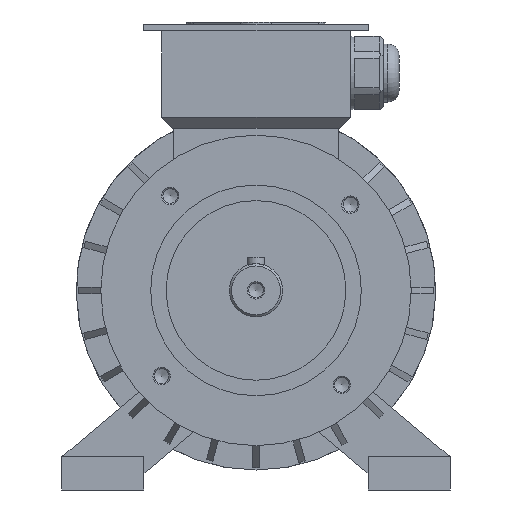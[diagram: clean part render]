
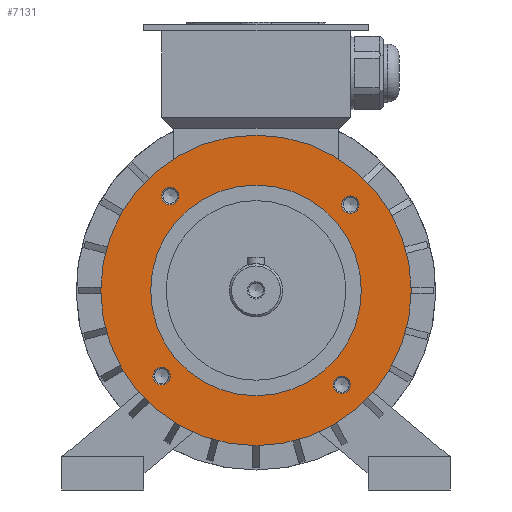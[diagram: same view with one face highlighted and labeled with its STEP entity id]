
A CAD part, front view. The second image highlights one B-rep face of the part: STEP entity #7131.
In plain terms, the highlighted planar face has unit normal (0, -1, 0).
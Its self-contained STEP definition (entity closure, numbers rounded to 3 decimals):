
#196=CIRCLE('',#7355,3.924);
#200=CIRCLE('',#7363,3.924);
#204=CIRCLE('',#7371,3.924);
#298=CIRCLE('',#7564,70.);
#300=CIRCLE('',#7567,3.924);
#301=CIRCLE('',#7568,47.5);
#877=ORIENTED_EDGE('',*,*,#1900,.T.);
#878=ORIENTED_EDGE('',*,*,#1904,.T.);
#879=ORIENTED_EDGE('',*,*,#1908,.T.);
#880=ORIENTED_EDGE('',*,*,#2258,.T.);
#881=ORIENTED_EDGE('',*,*,#2259,.T.);
#882=ORIENTED_EDGE('',*,*,#2256,.F.);
#1900=EDGE_CURVE('',#2644,#2644,#196,.T.);
#1904=EDGE_CURVE('',#2649,#2649,#200,.T.);
#1908=EDGE_CURVE('',#2654,#2654,#204,.T.);
#2256=EDGE_CURVE('',#2933,#2933,#298,.T.);
#2258=EDGE_CURVE('',#2935,#2935,#300,.T.);
#2259=EDGE_CURVE('',#2936,#2936,#301,.T.);
#2644=VERTEX_POINT('',#9427);
#2649=VERTEX_POINT('',#9440);
#2654=VERTEX_POINT('',#9453);
#2933=VERTEX_POINT('',#10165);
#2935=VERTEX_POINT('',#10170);
#2936=VERTEX_POINT('',#10172);
#4193=EDGE_LOOP('',(#877));
#4194=EDGE_LOOP('',(#878));
#4195=EDGE_LOOP('',(#879));
#4196=EDGE_LOOP('',(#880));
#4197=EDGE_LOOP('',(#881));
#4198=EDGE_LOOP('',(#882));
#4546=FACE_BOUND('',#4193,.T.);
#4547=FACE_BOUND('',#4194,.T.);
#4548=FACE_BOUND('',#4195,.T.);
#4549=FACE_BOUND('',#4196,.T.);
#4550=FACE_BOUND('',#4197,.T.);
#4551=FACE_BOUND('',#4198,.T.);
#4861=PLANE('',#7566);
#7131=ADVANCED_FACE('',(#4546,#4547,#4548,#4549,#4550,#4551),#4861,.F.);
#7355=AXIS2_PLACEMENT_3D('',#9426,#7902,#7903);
#7363=AXIS2_PLACEMENT_3D('',#9439,#7918,#7919);
#7371=AXIS2_PLACEMENT_3D('',#9452,#7934,#7935);
#7564=AXIS2_PLACEMENT_3D('',#10164,#8548,#8549);
#7566=AXIS2_PLACEMENT_3D('',#10168,#8552,#8553);
#7567=AXIS2_PLACEMENT_3D('',#10169,#8554,#8555);
#7568=AXIS2_PLACEMENT_3D('',#10171,#8556,#8557);
#7902=DIRECTION('',(0.,1.,0.));
#7903=DIRECTION('',(0.,0.,1.));
#7918=DIRECTION('',(0.,1.,0.));
#7919=DIRECTION('',(-1.,0.,0.));
#7934=DIRECTION('',(0.,1.,0.));
#7935=DIRECTION('',(0.,0.,-1.));
#8548=DIRECTION('',(0.,1.,0.));
#8549=DIRECTION('',(1.,0.,0.));
#8552=DIRECTION('',(0.,1.,0.));
#8553=DIRECTION('',(0.,0.,1.));
#8554=DIRECTION('',(0.,1.,0.));
#8555=DIRECTION('',(1.,0.,0.));
#8556=DIRECTION('',(0.,1.,0.));
#8557=DIRECTION('',(1.,0.,0.));
#9426=CARTESIAN_POINT('',(-42.573,-27.,-38.65));
#9427=CARTESIAN_POINT('',(-42.573,-27.,-34.726));
#9439=CARTESIAN_POINT('',(38.65,-27.,-42.573));
#9440=CARTESIAN_POINT('',(34.726,-27.,-42.573));
#9452=CARTESIAN_POINT('',(42.573,-27.,38.65));
#9453=CARTESIAN_POINT('',(42.573,-27.,34.726));
#10164=CARTESIAN_POINT('',(0.,-27.,0.));
#10165=CARTESIAN_POINT('',(70.,-27.,0.));
#10168=CARTESIAN_POINT('',(0.,-27.,0.));
#10169=CARTESIAN_POINT('',(-38.65,-27.,42.573));
#10170=CARTESIAN_POINT('',(-34.726,-27.,42.573));
#10171=CARTESIAN_POINT('',(0.,-27.,0.));
#10172=CARTESIAN_POINT('',(47.5,-27.,0.));
